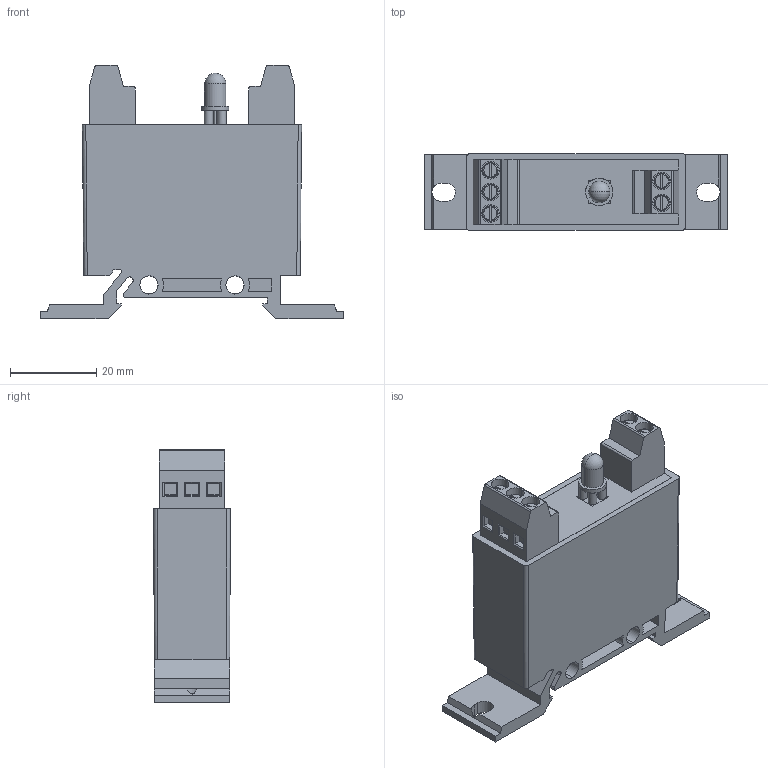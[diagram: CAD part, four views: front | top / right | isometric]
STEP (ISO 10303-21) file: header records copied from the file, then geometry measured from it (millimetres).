
FILE_DESCRIPTION (( 'STEP AP214' ), '1' );
FILE_NAME ('105001TEP.STEP', '2011-07-09T16:46:49', ( 'LALo' ), ( 'Edi Foundation' ), 'SwSTEP 2.0', 'SolidWorks 2011', '' );
FILE_SCHEMA (( 'AUTOMOTIVE_DESIGN' ));
Length unit declared in the file: inch
Products named in the file (1): 105001TEP
Bounding box: 70.37 x 17.79 x 58.67 mm (x, y, z)
Volume: 38221.3 mm3; surface area: 11866.1 mm2
Topology: 1 solids, 1 shells, 283 faces, 749 edges, 485 vertices
Faces by surface type: plane 200, cylinder 66, torus 15, sphere 2
Entity records: 10444 total; most frequent: CARTESIAN_POINT 1711, ORIENTED_EDGE 1490, DIRECTION 1413, EDGE_CURVE 745, VECTOR 539, LINE 539, VERTEX_POINT 483, AXIS2_PLACEMENT_3D 437
